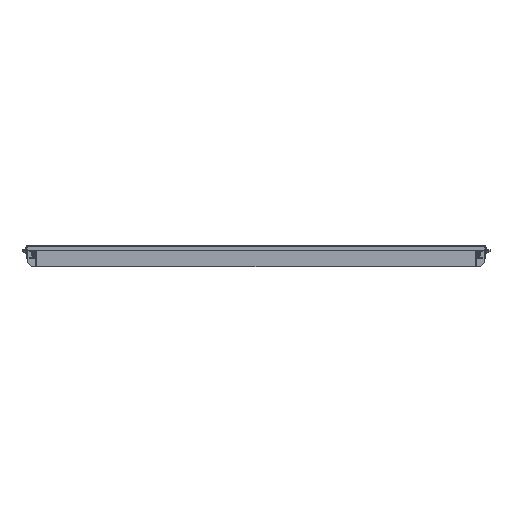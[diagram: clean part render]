
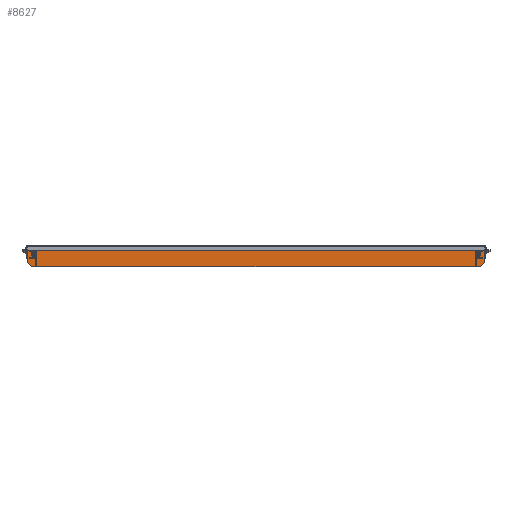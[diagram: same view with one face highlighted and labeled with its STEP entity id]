
A CAD part, front view. The second image highlights one B-rep face of the part: STEP entity #8627.
In plain terms, the highlighted planar face has unit normal (0, -1, 0).
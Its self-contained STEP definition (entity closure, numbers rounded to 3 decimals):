
#8627=ADVANCED_FACE('',(#19194,#19195,#19196),#19197,.T.);
#19194=FACE_BOUND('',#31960,.T.);
#19195=FACE_BOUND('',#31961,.T.);
#19196=FACE_OUTER_BOUND('',#31962,.T.);
#19197=PLANE('',#31963);
#31960=EDGE_LOOP('',(#56105,#56106));
#31961=EDGE_LOOP('',(#56107,#56108));
#31962=EDGE_LOOP('',(#56109,#56110,#56111,#56112,#56113,#56114));
#31963=AXIS2_PLACEMENT_3D('',#56115,#56116,#56117);
#56105=ORIENTED_EDGE('',*,*,#79240,.T.);
#56106=ORIENTED_EDGE('',*,*,#82590,.T.);
#56107=ORIENTED_EDGE('',*,*,#79235,.T.);
#56108=ORIENTED_EDGE('',*,*,#82594,.T.);
#56109=ORIENTED_EDGE('',*,*,#82599,.T.);
#56110=ORIENTED_EDGE('',*,*,#82601,.T.);
#56111=ORIENTED_EDGE('',*,*,#82602,.T.);
#56112=ORIENTED_EDGE('',*,*,#82552,.T.);
#56113=ORIENTED_EDGE('',*,*,#82603,.F.);
#56114=ORIENTED_EDGE('',*,*,#82572,.T.);
#56115=CARTESIAN_POINT('',(12.0,46.0,41.125));
#56116=DIRECTION('',(0.0,-1.0,0.0));
#56117=DIRECTION('',(0.0,0.0,-1.0));
#79235=EDGE_CURVE('',#95797,#95794,#95798,.T.);
#79240=EDGE_CURVE('',#95806,#95803,#95807,.T.);
#82552=EDGE_CURVE('',#100782,#100780,#100783,.T.);
#82572=EDGE_CURVE('',#100813,#100811,#100814,.T.);
#82590=EDGE_CURVE('',#95803,#95806,#100838,.T.);
#82594=EDGE_CURVE('',#95794,#95797,#100842,.T.);
#82599=EDGE_CURVE('',#100811,#100847,#100849,.T.);
#82601=EDGE_CURVE('',#100847,#100851,#100852,.T.);
#82602=EDGE_CURVE('',#100851,#100782,#100853,.T.);
#82603=EDGE_CURVE('',#100813,#100780,#100854,.T.);
#95794=VERTEX_POINT('',#120188);
#95797=VERTEX_POINT('',#120192);
#95798=CIRCLE('',#120193,3.3);
#95803=VERTEX_POINT('',#120199);
#95806=VERTEX_POINT('',#120203);
#95807=CIRCLE('',#120204,3.3);
#100780=VERTEX_POINT('',#127651);
#100782=VERTEX_POINT('',#127653);
#100783=LINE('',#127654,#127655);
#100811=VERTEX_POINT('',#127694);
#100813=VERTEX_POINT('',#127697);
#100814=LINE('',#127698,#127699);
#100838=CIRCLE('',#127728,3.3);
#100842=CIRCLE('',#127732,3.3);
#100847=VERTEX_POINT('',#127738);
#100849=LINE('',#127741,#127742);
#100851=VERTEX_POINT('',#127744);
#100852=LINE('',#127745,#127746);
#100853=LINE('',#127747,#127748);
#100854=LINE('',#127749,#127750);
#120188=CARTESIAN_POINT('',(30.3,46.0,28.5));
#120192=CARTESIAN_POINT('',(23.7,46.0,28.5));
#120193=AXIS2_PLACEMENT_3D('',#148877,#148878,#148879);
#120199=CARTESIAN_POINT('',(1043.3,46.0,28.5));
#120203=CARTESIAN_POINT('',(1036.7,46.0,28.5));
#120204=AXIS2_PLACEMENT_3D('',#148885,#148886,#148887);
#127651=CARTESIAN_POINT('',(1055.0,46.0,45.5));
#127653=CARTESIAN_POINT('',(1055.0,46.0,10.));
#127654=CARTESIAN_POINT('',(1055.0,46.0,22.75));
#127655=VECTOR('',#151392,1.0);
#127694=CARTESIAN_POINT('',(12.0,46.0,10.0));
#127697=CARTESIAN_POINT('',(12.0,46.0,45.5));
#127698=CARTESIAN_POINT('',(12.0,46.0,22.75));
#127699=VECTOR('',#151417,1.0);
#127728=AXIS2_PLACEMENT_3D('',#151447,#151448,#151449);
#127732=AXIS2_PLACEMENT_3D('',#151453,#151454,#151455);
#127738=CARTESIAN_POINT('',(22.0,46.0,0.0));
#127741=CARTESIAN_POINT('',(6.567,46.0,15.433));
#127742=VECTOR('',#151458,1.0);
#127744=CARTESIAN_POINT('',(1045.0,46.0,0.0));
#127745=CARTESIAN_POINT('',(533.5,46.0,0.0));
#127746=VECTOR('',#151459,1.0);
#127747=CARTESIAN_POINT('',(799.683,46.0,-245.317));
#127748=VECTOR('',#151460,1.0);
#127749=CARTESIAN_POINT('',(12.0,46.0,45.5));
#127750=VECTOR('',#151461,1.0);
#148877=CARTESIAN_POINT('',(27.0,46.0,28.5));
#148878=DIRECTION('',(-0.0,1.0,0.0));
#148879=DIRECTION('',(1.0,0.0,0.0));
#148885=CARTESIAN_POINT('',(1040.0,46.0,28.5));
#148886=DIRECTION('',(-0.0,1.0,0.0));
#148887=DIRECTION('',(1.0,0.0,0.0));
#151392=DIRECTION('',(0.0,0.0,1.0));
#151417=DIRECTION('',(0.0,0.0,-1.0));
#151447=CARTESIAN_POINT('',(1040.0,46.0,28.5));
#151448=DIRECTION('',(-0.0,1.0,0.0));
#151449=DIRECTION('',(1.0,0.0,0.0));
#151453=CARTESIAN_POINT('',(27.0,46.0,28.5));
#151454=DIRECTION('',(-0.0,1.0,0.0));
#151455=DIRECTION('',(1.0,0.0,0.0));
#151458=DIRECTION('',(0.707,0.0,-0.707));
#151459=DIRECTION('',(1.0,0.0,0.0));
#151460=DIRECTION('',(0.707,0.0,0.707));
#151461=DIRECTION('',(1.0,0.0,0.0));
